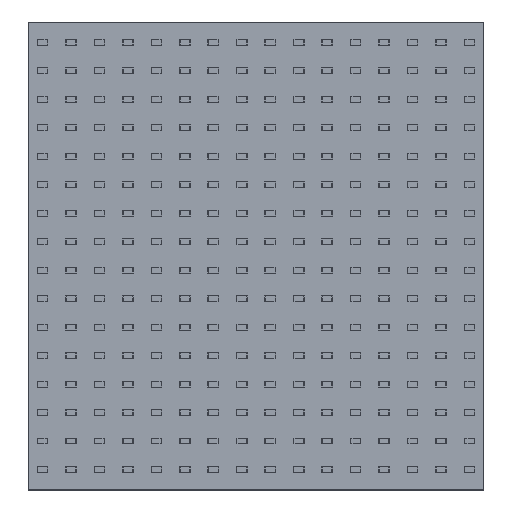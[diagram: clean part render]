
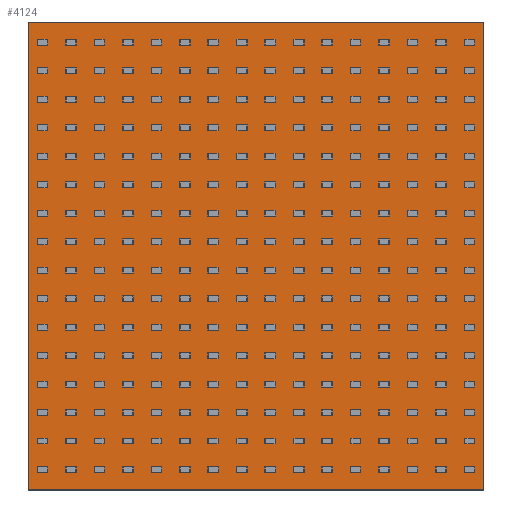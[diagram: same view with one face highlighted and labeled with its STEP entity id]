
A CAD part, top view. The second image highlights one B-rep face of the part: STEP entity #4124.
In plain terms, the highlighted planar face has unit normal (0, 0, 1).
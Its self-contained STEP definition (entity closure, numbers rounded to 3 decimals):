
#3810 = VERTEX_POINT('',#3811);
#3811 = CARTESIAN_POINT('',(28.,-28.75,1.));
#3818 = PLANE('',#3819);
#3819 = AXIS2_PLACEMENT_3D('',#3820,#3821,#3822);
#3820 = CARTESIAN_POINT('',(28.,-28.75,0.));
#3821 = DIRECTION('',(-1.,0.,0.));
#3822 = DIRECTION('',(0.,1.,0.));
#3830 = PLANE('',#3831);
#3831 = AXIS2_PLACEMENT_3D('',#3832,#3833,#3834);
#3832 = CARTESIAN_POINT('',(0.,-28.75,0.));
#3833 = DIRECTION('',(0.,1.,0.));
#3834 = DIRECTION('',(1.,0.,0.));
#3842 = EDGE_CURVE('',#3810,#3843,#3845,.T.);
#3843 = VERTEX_POINT('',#3844);
#3844 = CARTESIAN_POINT('',(28.,0.,1.));
#3845 = SURFACE_CURVE('',#3846,(#3850,#3857),.PCURVE_S1.);
#3846 = LINE('',#3847,#3848);
#3847 = CARTESIAN_POINT('',(28.,-28.75,1.));
#3848 = VECTOR('',#3849,1.);
#3849 = DIRECTION('',(0.,1.,0.));
#3850 = PCURVE('',#3818,#3851);
#3851 = DEFINITIONAL_REPRESENTATION('',(#3852),#3856);
#3852 = LINE('',#3853,#3854);
#3853 = CARTESIAN_POINT('',(0.,-1.));
#3854 = VECTOR('',#3855,1.);
#3855 = DIRECTION('',(1.,0.));
#3856 = ( GEOMETRIC_REPRESENTATION_CONTEXT(2) 
PARAMETRIC_REPRESENTATION_CONTEXT() REPRESENTATION_CONTEXT('2D SPACE',''
  ) );
#3857 = PCURVE('',#3858,#3863);
#3858 = PLANE('',#3859);
#3859 = AXIS2_PLACEMENT_3D('',#3860,#3861,#3862);
#3860 = CARTESIAN_POINT('',(14.,-14.375,1.));
#3861 = DIRECTION('',(0.,0.,1.));
#3862 = DIRECTION('',(1.,0.,-0.));
#3863 = DEFINITIONAL_REPRESENTATION('',(#3864),#3868);
#3864 = LINE('',#3865,#3866);
#3865 = CARTESIAN_POINT('',(14.,-14.375));
#3866 = VECTOR('',#3867,1.);
#3867 = DIRECTION('',(0.,1.));
#3868 = ( GEOMETRIC_REPRESENTATION_CONTEXT(2) 
PARAMETRIC_REPRESENTATION_CONTEXT() REPRESENTATION_CONTEXT('2D SPACE',''
  ) );
#3886 = PLANE('',#3887);
#3887 = AXIS2_PLACEMENT_3D('',#3888,#3889,#3890);
#3888 = CARTESIAN_POINT('',(28.,0.,0.));
#3889 = DIRECTION('',(0.,-1.,0.));
#3890 = DIRECTION('',(-1.,0.,0.));
#3928 = EDGE_CURVE('',#3843,#3929,#3931,.T.);
#3929 = VERTEX_POINT('',#3930);
#3930 = CARTESIAN_POINT('',(0.,0.,1.));
#3931 = SURFACE_CURVE('',#3932,(#3936,#3943),.PCURVE_S1.);
#3932 = LINE('',#3933,#3934);
#3933 = CARTESIAN_POINT('',(28.,0.,1.));
#3934 = VECTOR('',#3935,1.);
#3935 = DIRECTION('',(-1.,0.,0.));
#3936 = PCURVE('',#3886,#3937);
#3937 = DEFINITIONAL_REPRESENTATION('',(#3938),#3942);
#3938 = LINE('',#3939,#3940);
#3939 = CARTESIAN_POINT('',(0.,-1.));
#3940 = VECTOR('',#3941,1.);
#3941 = DIRECTION('',(1.,0.));
#3942 = ( GEOMETRIC_REPRESENTATION_CONTEXT(2) 
PARAMETRIC_REPRESENTATION_CONTEXT() REPRESENTATION_CONTEXT('2D SPACE',''
  ) );
#3943 = PCURVE('',#3858,#3944);
#3944 = DEFINITIONAL_REPRESENTATION('',(#3945),#3949);
#3945 = LINE('',#3946,#3947);
#3946 = CARTESIAN_POINT('',(14.,14.375));
#3947 = VECTOR('',#3948,1.);
#3948 = DIRECTION('',(-1.,0.));
#3949 = ( GEOMETRIC_REPRESENTATION_CONTEXT(2) 
PARAMETRIC_REPRESENTATION_CONTEXT() REPRESENTATION_CONTEXT('2D SPACE',''
  ) );
#3967 = PLANE('',#3968);
#3968 = AXIS2_PLACEMENT_3D('',#3969,#3970,#3971);
#3969 = CARTESIAN_POINT('',(0.,-0.,0.));
#3970 = DIRECTION('',(1.,0.,-0.));
#3971 = DIRECTION('',(0.,-1.,0.));
#4004 = EDGE_CURVE('',#3929,#4005,#4007,.T.);
#4005 = VERTEX_POINT('',#4006);
#4006 = CARTESIAN_POINT('',(0.,-28.75,1.));
#4007 = SURFACE_CURVE('',#4008,(#4012,#4019),.PCURVE_S1.);
#4008 = LINE('',#4009,#4010);
#4009 = CARTESIAN_POINT('',(0.,0.,1.));
#4010 = VECTOR('',#4011,1.);
#4011 = DIRECTION('',(0.,-1.,0.));
#4012 = PCURVE('',#3967,#4013);
#4013 = DEFINITIONAL_REPRESENTATION('',(#4014),#4018);
#4014 = LINE('',#4015,#4016);
#4015 = CARTESIAN_POINT('',(0.,-1.));
#4016 = VECTOR('',#4017,1.);
#4017 = DIRECTION('',(1.,0.));
#4018 = ( GEOMETRIC_REPRESENTATION_CONTEXT(2) 
PARAMETRIC_REPRESENTATION_CONTEXT() REPRESENTATION_CONTEXT('2D SPACE',''
  ) );
#4019 = PCURVE('',#3858,#4020);
#4020 = DEFINITIONAL_REPRESENTATION('',(#4021),#4025);
#4021 = LINE('',#4022,#4023);
#4022 = CARTESIAN_POINT('',(-14.,14.375));
#4023 = VECTOR('',#4024,1.);
#4024 = DIRECTION('',(0.,-1.));
#4025 = ( GEOMETRIC_REPRESENTATION_CONTEXT(2) 
PARAMETRIC_REPRESENTATION_CONTEXT() REPRESENTATION_CONTEXT('2D SPACE',''
  ) );
#4075 = EDGE_CURVE('',#4005,#3810,#4076,.T.);
#4076 = SURFACE_CURVE('',#4077,(#4081,#4088),.PCURVE_S1.);
#4077 = LINE('',#4078,#4079);
#4078 = CARTESIAN_POINT('',(0.,-28.75,1.));
#4079 = VECTOR('',#4080,1.);
#4080 = DIRECTION('',(1.,0.,0.));
#4081 = PCURVE('',#3830,#4082);
#4082 = DEFINITIONAL_REPRESENTATION('',(#4083),#4087);
#4083 = LINE('',#4084,#4085);
#4084 = CARTESIAN_POINT('',(0.,-1.));
#4085 = VECTOR('',#4086,1.);
#4086 = DIRECTION('',(1.,0.));
#4087 = ( GEOMETRIC_REPRESENTATION_CONTEXT(2) 
PARAMETRIC_REPRESENTATION_CONTEXT() REPRESENTATION_CONTEXT('2D SPACE',''
  ) );
#4088 = PCURVE('',#3858,#4089);
#4089 = DEFINITIONAL_REPRESENTATION('',(#4090),#4094);
#4090 = LINE('',#4091,#4092);
#4091 = CARTESIAN_POINT('',(-14.,-14.375));
#4092 = VECTOR('',#4093,1.);
#4093 = DIRECTION('',(1.,0.));
#4094 = ( GEOMETRIC_REPRESENTATION_CONTEXT(2) 
PARAMETRIC_REPRESENTATION_CONTEXT() REPRESENTATION_CONTEXT('2D SPACE',''
  ) );
#4124 = ADVANCED_FACE('',(#4125),#3858,.T.);
#4125 = FACE_BOUND('',#4126,.T.);
#4126 = EDGE_LOOP('',(#4127,#4128,#4129,#4130));
#4127 = ORIENTED_EDGE('',*,*,#3842,.T.);
#4128 = ORIENTED_EDGE('',*,*,#3928,.T.);
#4129 = ORIENTED_EDGE('',*,*,#4004,.T.);
#4130 = ORIENTED_EDGE('',*,*,#4075,.T.);
